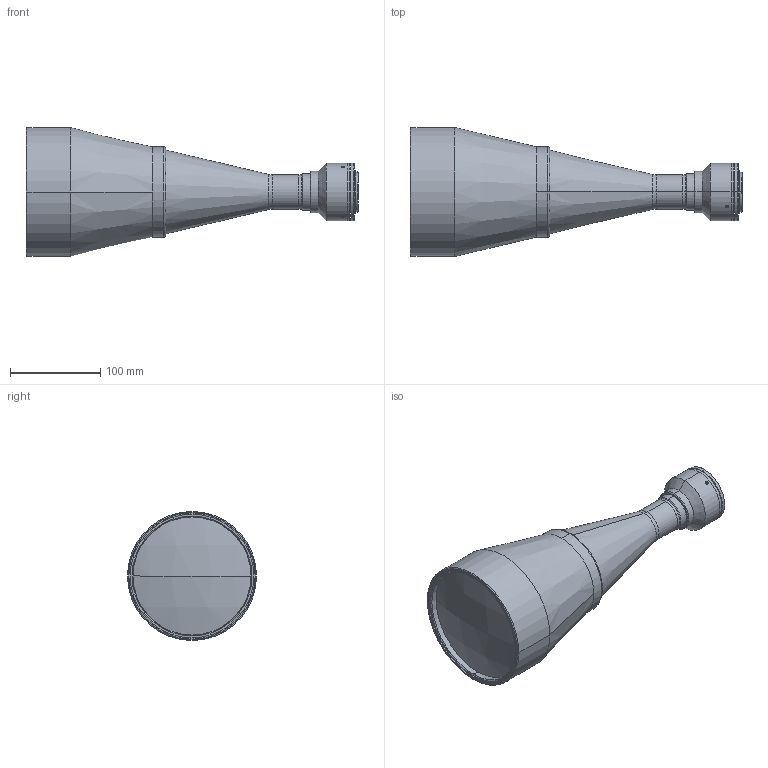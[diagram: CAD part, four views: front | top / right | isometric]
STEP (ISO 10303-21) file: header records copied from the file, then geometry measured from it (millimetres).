
FILE_DESCRIPTION (( 'STEP AP203' ), '1' );
FILE_NAME ('DP71442_TC4MHR096-F.step', '2021-10-05T15:45:17', ( '' ), ( '' ), 'SwSTEP 2.0', 'SolidWorks 2021', '' );
FILE_SCHEMA (( 'CONFIG_CONTROL_DESIGN' ));
Length unit declared in the file: millimetre
Products named in the file (1): DP71442_TC4MHR096-F
Bounding box: 368.08 x 143 x 143 mm (x, y, z)
Surface area: 146915.8 mm2 (no closed solid volume)
Topology: 0 solids, 13 shells, 123 faces, 350 edges, 241 vertices
Faces by surface type: cylinder 44, plane 43, cone 28, torus 6, sphere 2
Entity records: 4326 total; most frequent: CARTESIAN_POINT 973, DIRECTION 748, ORIENTED_EDGE 575, EDGE_CURVE 350, AXIS2_PLACEMENT_3D 296, VERTEX_POINT 241, CIRCLE 172, LINE 156
